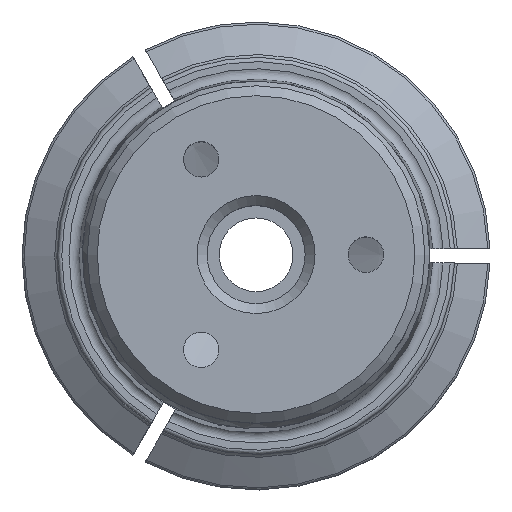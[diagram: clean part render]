
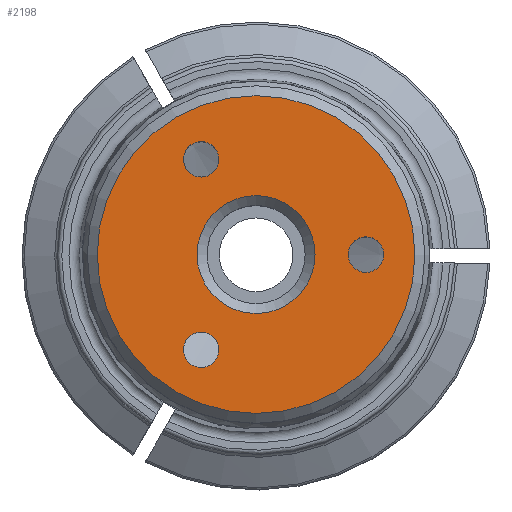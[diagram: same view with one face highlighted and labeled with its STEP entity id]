
A CAD part, top view. The second image highlights one B-rep face of the part: STEP entity #2198.
In plain terms, the highlighted planar face has unit normal (0, 0, 1).
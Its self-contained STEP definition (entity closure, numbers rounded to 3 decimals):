
#83=PLANE('',#2391);
#178=CIRCLE('',#2392,4.159);
#179=CIRCLE('',#2393,1.25);
#180=CIRCLE('',#2394,1.25);
#181=CIRCLE('',#2395,1.25);
#182=CIRCLE('',#2396,11.2);
#658=ORIENTED_EDGE('',*,*,#892,.T.);
#659=ORIENTED_EDGE('',*,*,#893,.T.);
#660=ORIENTED_EDGE('',*,*,#894,.T.);
#661=ORIENTED_EDGE('',*,*,#895,.T.);
#662=ORIENTED_EDGE('',*,*,#896,.T.);
#892=EDGE_CURVE('',#1048,#1048,#178,.T.);
#893=EDGE_CURVE('',#1049,#1049,#179,.T.);
#894=EDGE_CURVE('',#1050,#1050,#180,.T.);
#895=EDGE_CURVE('',#1051,#1051,#181,.T.);
#896=EDGE_CURVE('',#1052,#1052,#182,.F.);
#1048=VERTEX_POINT('',#3607);
#1049=VERTEX_POINT('',#3609);
#1050=VERTEX_POINT('',#3611);
#1051=VERTEX_POINT('',#3613);
#1052=VERTEX_POINT('',#3615);
#1248=EDGE_LOOP('',(#658));
#1249=EDGE_LOOP('',(#659));
#1250=EDGE_LOOP('',(#660));
#1251=EDGE_LOOP('',(#661));
#1252=EDGE_LOOP('',(#662));
#1397=FACE_BOUND('',#1248,.T.);
#1398=FACE_BOUND('',#1249,.T.);
#1399=FACE_BOUND('',#1250,.T.);
#1400=FACE_BOUND('',#1251,.T.);
#1401=FACE_BOUND('',#1252,.T.);
#2198=ADVANCED_FACE('',(#1397,#1398,#1399,#1400,#1401),#83,.F.);
#2391=AXIS2_PLACEMENT_3D('',#3605,#2797,#2798);
#2392=AXIS2_PLACEMENT_3D('',#3606,#2799,#2800);
#2393=AXIS2_PLACEMENT_3D('',#3608,#2801,#2802);
#2394=AXIS2_PLACEMENT_3D('',#3610,#2803,#2804);
#2395=AXIS2_PLACEMENT_3D('',#3612,#2805,#2806);
#2396=AXIS2_PLACEMENT_3D('',#3614,#2807,#2808);
#2797=DIRECTION('',(0.,0.,-1.));
#2798=DIRECTION('',(-1.,0.,0.));
#2799=DIRECTION('',(0.,0.,-1.));
#2800=DIRECTION('',(-1.,0.,0.));
#2801=DIRECTION('',(0.,0.,-1.));
#2802=DIRECTION('',(1.,0.,0.));
#2803=DIRECTION('',(0.,0.,-1.));
#2804=DIRECTION('',(1.,0.,0.));
#2805=DIRECTION('',(0.,0.,-1.));
#2806=DIRECTION('',(1.,0.,0.));
#2807=DIRECTION('',(0.,0.,-1.));
#2808=DIRECTION('',(-1.,0.,0.));
#3605=CARTESIAN_POINT('',(11.9,0.,60.5));
#3606=CARTESIAN_POINT('',(0.,0.,60.5));
#3607=CARTESIAN_POINT('',(-4.159,0.,60.5));
#3608=CARTESIAN_POINT('',(-3.875,-6.712,60.5));
#3609=CARTESIAN_POINT('',(-2.625,-6.712,60.5));
#3610=CARTESIAN_POINT('',(-3.875,6.712,60.5));
#3611=CARTESIAN_POINT('',(-2.625,6.712,60.5));
#3612=CARTESIAN_POINT('',(7.75,0.,60.5));
#3613=CARTESIAN_POINT('',(9.,0.,60.5));
#3614=CARTESIAN_POINT('',(0.,0.,60.5));
#3615=CARTESIAN_POINT('',(-11.2,0.,60.5));
